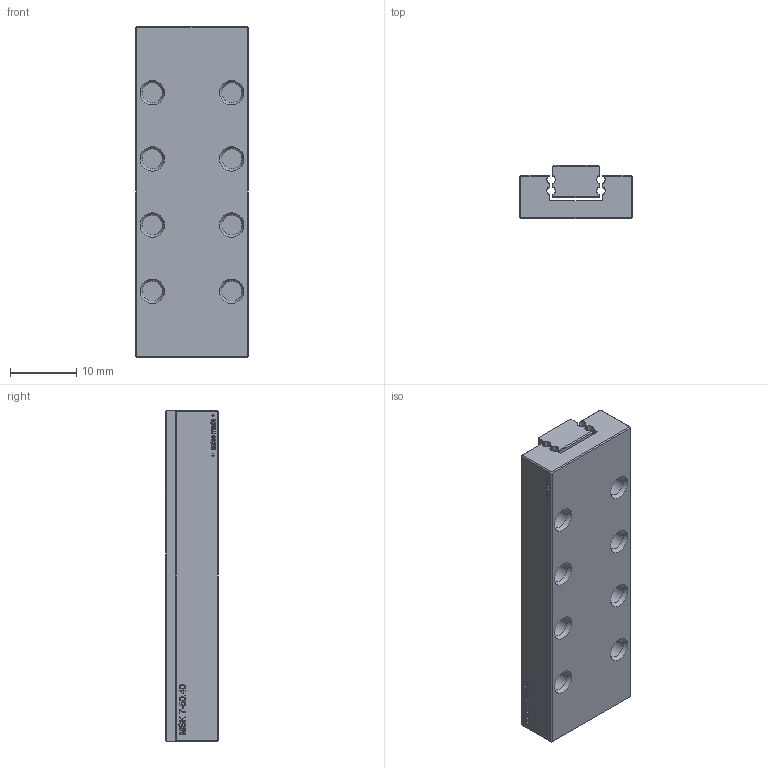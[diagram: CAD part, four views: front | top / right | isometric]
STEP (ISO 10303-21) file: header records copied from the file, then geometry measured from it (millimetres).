
FILE_DESCRIPTION(('FreeCAD Model'),'2;1');
FILE_NAME('MSK 7-50.40.step','2021-01-05T15:53:52',('Author'),(''), 'Open CASCADE STEP processor 6.8','FreeCAD','Unknown');
FILE_SCHEMA(('AUTOMOTIVE_DESIGN_CC2 { 1 2 10303 214 -1 1 5 4 }'));
Length unit declared in the file: millimetre
Products named in the file (3): ASSEMBLY; DP; TT
Assembly tree (2 placements, depth 2):
  ASSEMBLY
    DP
    TT
Bounding box: 17 x 8 x 50 mm (x, y, z)
Volume: 5035.9 mm3; surface area: 4808.5 mm2
Topology: 2 solids, 2 shells, 731 faces, 1972 edges, 1298 vertices
Faces by surface type: extrusion 427, plane 274, cylinder 19, cone 11
Full cylindrical faces by diameter (mm): 3 x8, 4.5 x3
Entity records: 48883 total; most frequent: CARTESIAN_POINT 12237, DIRECTION 5254, VECTOR 4503, LINE 4076, ORIENTED_EDGE 3944, PCURVE 3944, DEFINITIONAL_REPRESENTATION 3944, B_SPLINE_CURVE_WITH_KNOTS 2163
